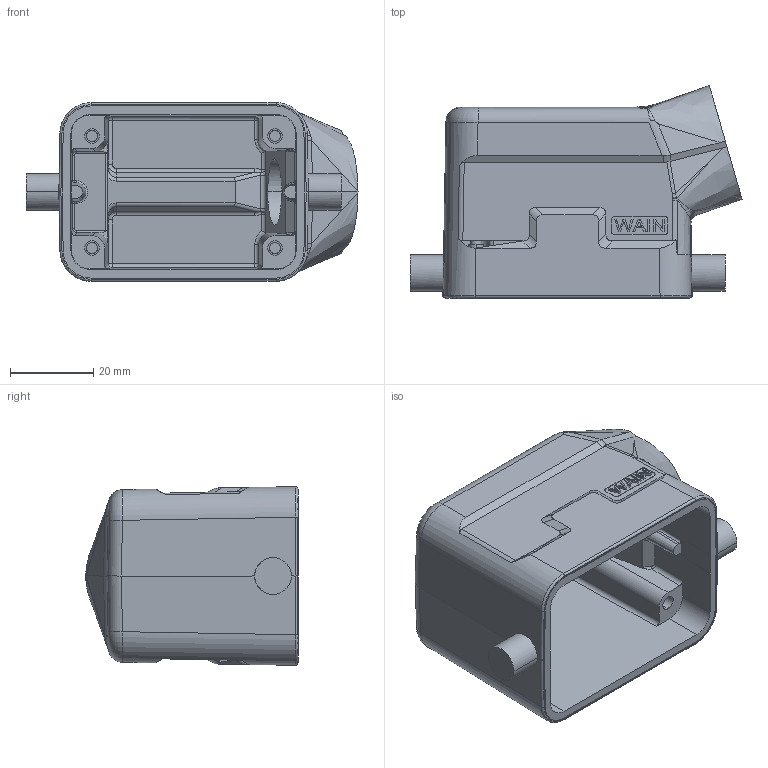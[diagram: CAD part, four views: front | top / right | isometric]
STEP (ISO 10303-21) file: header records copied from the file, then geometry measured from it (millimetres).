
FILE_DESCRIPTION((''),'2;1');
FILE_NAME('3D_1111065101001_W6B-SE-2B-M20_','2017-10-14T',('wl.kang'),(''),'PRO/ENGINEER BY PARAMETRIC TECHNOLOGY CORPORATION, 2012480','PRO/ENGINEER BY PARAMETRIC TECHNOLOGY CORPORATION, 2012480','');
FILE_SCHEMA(('AUTOMOTIVE_DESIGN { 1 0 10303 214 1 1 1 1 }'));
Length unit declared in the file: millimetre
Products named in the file (1): 3D_1111065101001_W6B-SE-2B-M20_
Bounding box: 79.85 x 51.18 x 42.98 mm (x, y, z)
Volume: 42577 mm3; surface area: 22913.1 mm2
Topology: 1 solids, 1 shells, 398 faces, 1034 edges, 651 vertices
Faces by surface type: plane 180, cylinder 115, bspline 51, extrusion 21, cone 14, sphere 10, torus 7
Entity records: 15138 total; most frequent: CARTESIAN_POINT 5947, ORIENTED_EDGE 2048, DIRECTION 1569, EDGE_CURVE 1024, VERTEX_POINT 651, VECTOR 597, LINE 576, AXIS2_PLACEMENT_3D 486
